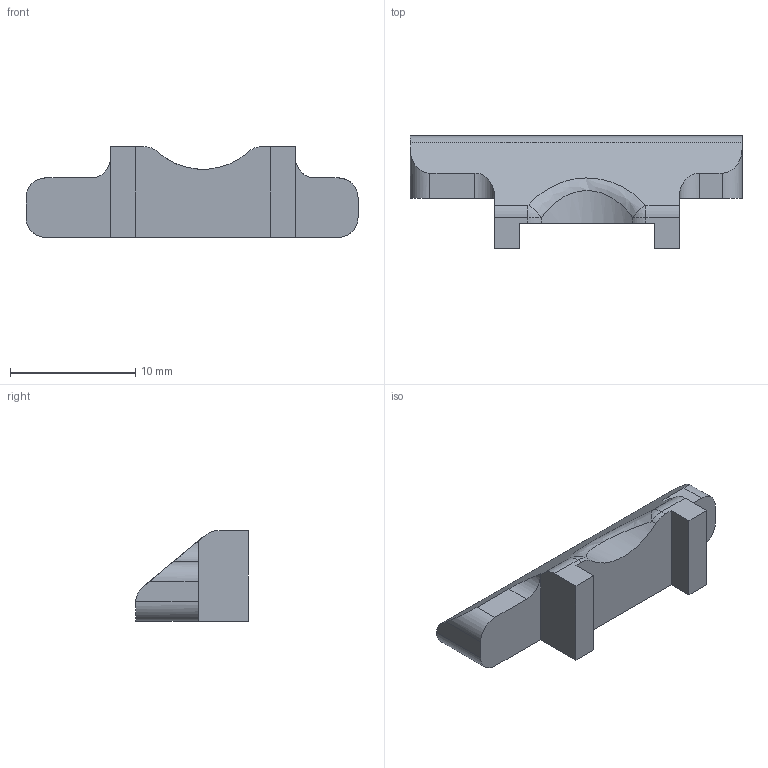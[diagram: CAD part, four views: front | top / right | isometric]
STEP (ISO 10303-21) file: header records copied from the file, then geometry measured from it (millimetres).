
FILE_DESCRIPTION(/* description */ (''),/* implementation_level */ '2;1');
FILE_NAME(/* name */ 'hopperRampWall.step',/* time_stamp */ '2021-07-07T15:32:36-05:00',/* author */ (''),/* organization */ (''),/* preprocessor_version */ 'ST-DEVELOPER v18.1',/* originating_system */ 'Autodesk Translation Framework v10.9.0.1377',/* authorisation */ '');
FILE_SCHEMA (('AUTOMOTIVE_DESIGN { 1 0 10303 214 3 1 1 }'));
Length unit declared in the file: millimetre
Products named in the file (1): hopperRampWall
Bounding box: 26.5 x 9 x 7.25 mm (x, y, z)
Volume: 791.8 mm3; surface area: 698.7 mm2
Topology: 1 solids, 1 shells, 33 faces, 87 edges, 56 vertices
Faces by surface type: plane 18, cylinder 12, sphere 2, bspline 1
Entity records: 1082 total; most frequent: CARTESIAN_POINT 206, DIRECTION 178, ORIENTED_EDGE 174, EDGE_CURVE 87, AXIS2_PLACEMENT_3D 60, LINE 58, VECTOR 58, VERTEX_POINT 56
